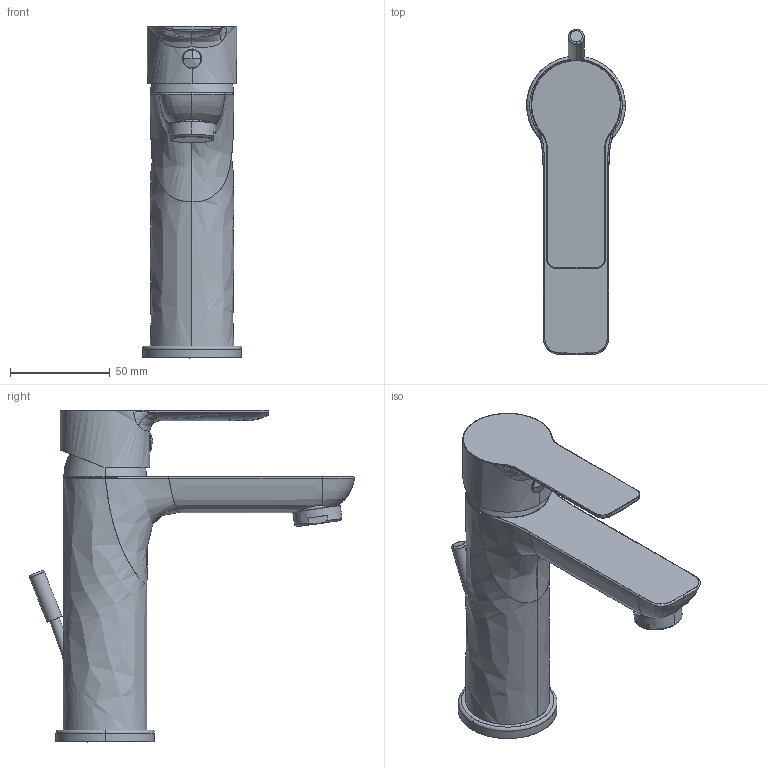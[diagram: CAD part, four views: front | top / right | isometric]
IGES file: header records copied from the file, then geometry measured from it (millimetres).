
Global section: file name: 102HDC1023001010_DC1023001046.igs; native system: Rhinoceros ( Dec  3 2024 ); preprocessor: Trout Lake IGES 012 Dec  3 2024; date: 250331.093522; units: millimetre
Bounding box: 49.5 x 163.12 x 166.5 mm (x, y, z)
Surface area: 45720.5 mm2 (no closed solid volume)
Topology: 0 solids, 0 shells, 141 faces, 1353 edges, 1350 vertices
Faces by surface type: bspline 141
